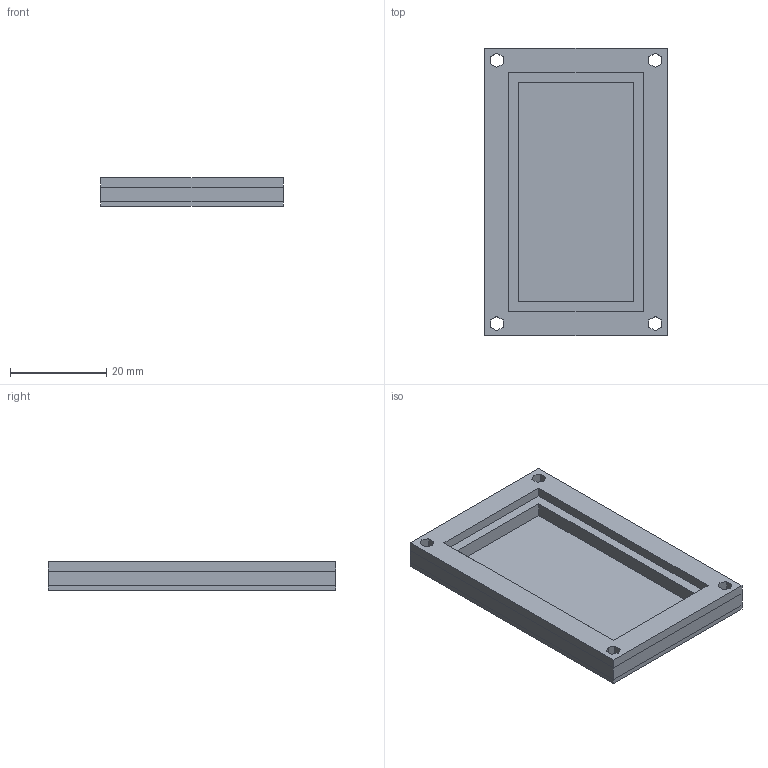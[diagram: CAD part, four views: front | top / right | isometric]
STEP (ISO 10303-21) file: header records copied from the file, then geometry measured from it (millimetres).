
FILE_DESCRIPTION(('FreeCAD Model'),'2;1');
FILE_NAME('lower_assy_complete.step' ,'2020-10-17T11:51:17',('Author'),(''), 'Open CASCADE STEP processor 7.4','FreeCAD','Unknown');
FILE_SCHEMA(('AUTOMOTIVE_DESIGN { 1 0 10303 214 1 1 1 1 }'));
Length unit declared in the file: millimetre
Products named in the file (1): lower_assy_fused
Bounding box: 37.94 x 59.78 x 6 mm (x, y, z)
Volume: 7398.8 mm3; surface area: 6607.6 mm2
Topology: 1 solids, 1 shells, 96 faces, 220 edges, 128 vertices
Faces by surface type: plane 96
Entity records: 6136 total; most frequent: CARTESIAN_POINT 885, DIRECTION 854, LINE 660, VECTOR 660, ORIENTED_EDGE 440, PCURVE 440, DEFINITIONAL_REPRESENTATION 440, EDGE_CURVE 220
